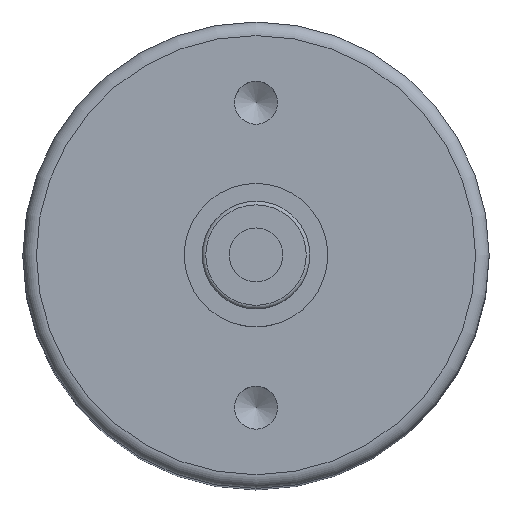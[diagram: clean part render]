
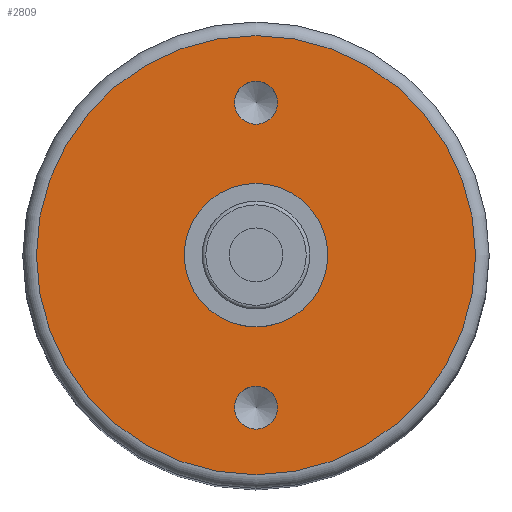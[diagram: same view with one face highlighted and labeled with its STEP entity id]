
A CAD part, top view. The second image highlights one B-rep face of the part: STEP entity #2809.
In plain terms, the highlighted planar face has unit normal (0, 0, 1).
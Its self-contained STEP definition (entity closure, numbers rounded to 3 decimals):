
#19 = VERTEX_POINT ( 'NONE', #20 ) ;
#20 = CARTESIAN_POINT ( 'NONE',  ( 6.12, 0., 0. ) ) ;
#21 = VERTEX_POINT ( 'NONE', #22 ) ;
#22 = CARTESIAN_POINT ( 'NONE',  ( 0.6, -4.25, 0. ) ) ;
#23 = VERTEX_POINT ( 'NONE', #24 ) ;
#24 = CARTESIAN_POINT ( 'NONE',  ( 0.6, 4.25, 0. ) ) ;
#285 = FACE_OUTER_BOUND ( 'NONE', #933, .T. ) ;
#403 = CIRCLE ( 'NONE', #3257, 6.12 ) ;
#404 = CIRCLE ( 'NONE', #3258, 0.6 ) ;
#405 = CIRCLE ( 'NONE', #3259, 0.6 ) ;
#548 = FACE_BOUND ( 'NONE', #934, .T. ) ;
#929 = EDGE_LOOP ( 'NONE', ( #2275 ) ) ;
#933 = EDGE_LOOP ( 'NONE', ( #2271 ) ) ;
#934 = EDGE_LOOP ( 'NONE', ( #2274 ) ) ;
#1009 = EDGE_CURVE ( 'NONE', #19, #19, #403, .T. ) ;
#1010 = EDGE_CURVE ( 'NONE', #21, #21, #404, .T. ) ;
#1011 = EDGE_CURVE ( 'NONE', #23, #23, #405, .T. ) ;
#1542 = CARTESIAN_POINT ( 'NONE',  ( 0., 0., 0. ) ) ;
#1543 = DIRECTION ( 'NONE',  ( 0., 0., 1. ) ) ;
#1544 = DIRECTION ( 'NONE',  ( 1., 0., 0. ) ) ;
#1545 = CARTESIAN_POINT ( 'NONE',  ( 0., -4.25, 0. ) ) ;
#1546 = DIRECTION ( 'NONE',  ( 0., 0., 1. ) ) ;
#1547 = DIRECTION ( 'NONE',  ( 1., 0., 0. ) ) ;
#1548 = CARTESIAN_POINT ( 'NONE',  ( 0., 4.25, 0. ) ) ;
#1549 = DIRECTION ( 'NONE',  ( 0., 0., 1. ) ) ;
#1550 = DIRECTION ( 'NONE',  ( 1., 0., 0. ) ) ;
#2271 = ORIENTED_EDGE ( 'NONE', *, *, #1009, .T. ) ;
#2274 = ORIENTED_EDGE ( 'NONE', *, *, #1010, .F. ) ;
#2275 = ORIENTED_EDGE ( 'NONE', *, *, #1011, .F. ) ;
#2809 = ADVANCED_FACE ( 'NONE', ( #285, #548, #3146 ), #2974, .T. ) ;
#2974 = PLANE ( 'NONE',  #3147 ) ;
#2975 = CARTESIAN_POINT ( 'NONE',  ( 0., 0., 0. ) ) ;
#2976 = DIRECTION ( 'NONE',  ( 0., 0., 1. ) ) ;
#2977 = DIRECTION ( 'NONE',  ( 1., 0., 0. ) ) ;
#3146 = FACE_BOUND ( 'NONE', #929, .T. ) ;
#3147 = AXIS2_PLACEMENT_3D ( 'NONE', #2975, #2976, #2977 ) ;
#3257 = AXIS2_PLACEMENT_3D ( 'NONE', #1542, #1543, #1544 ) ;
#3258 = AXIS2_PLACEMENT_3D ( 'NONE', #1545, #1546, #1547 ) ;
#3259 = AXIS2_PLACEMENT_3D ( 'NONE', #1548, #1549, #1550 ) ;
